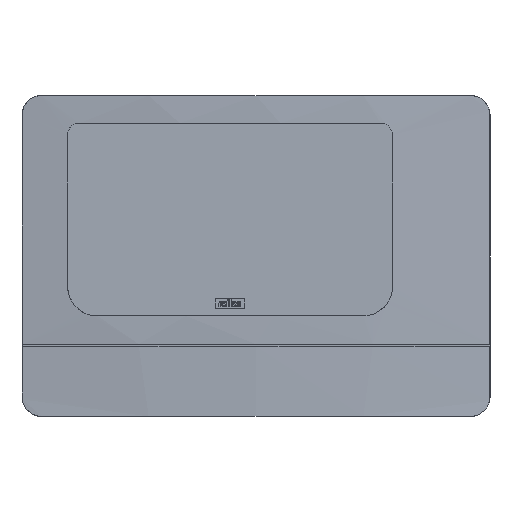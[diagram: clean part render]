
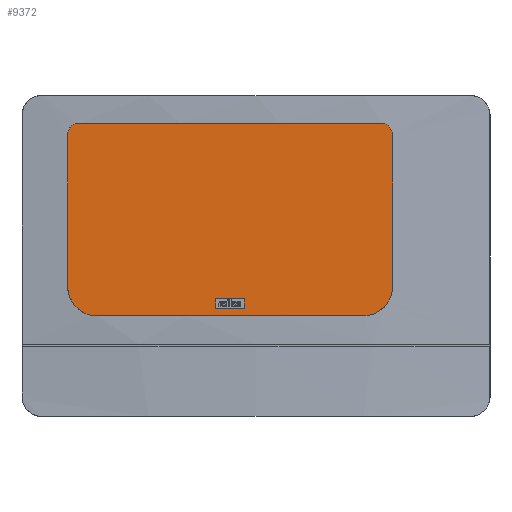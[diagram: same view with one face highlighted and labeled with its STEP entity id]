
A CAD part, front view. The second image highlights one B-rep face of the part: STEP entity #9372.
In plain terms, the highlighted planar face has unit normal (0, -1, 0).
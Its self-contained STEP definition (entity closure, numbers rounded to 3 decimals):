
#794=FACE_OUTER_BOUND($,#1452,.T.);
#1452=EDGE_LOOP($,(#8356,#8357,#8358,#8359,#8360,#8361,#8362,#8363));
#1635=CIRCLE($,#10122,21.5);
#1636=CIRCLE($,#10125,21.5);
#1637=CIRCLE($,#10126,8.5);
#1638=CIRCLE($,#10127,8.5);
#2692=LINE($,#15415,#3756);
#2695=LINE($,#15421,#3759);
#2696=LINE($,#15425,#3760);
#2697=LINE($,#15429,#3761);
#3756=VECTOR($,#12600,110.);
#3759=VECTOR($,#12605,193.);
#3760=VECTOR($,#12608,110.);
#3761=VECTOR($,#12611,219.);
#4620=VERTEX_POINT($,#15408);
#4621=VERTEX_POINT($,#15410);
#4622=VERTEX_POINT($,#15414);
#4624=VERTEX_POINT($,#15420);
#4625=VERTEX_POINT($,#15422);
#4626=VERTEX_POINT($,#15424);
#4627=VERTEX_POINT($,#15426);
#4628=VERTEX_POINT($,#15428);
#5866=EDGE_CURVE($,#4620,#4621,#1635,.T.);
#5868=EDGE_CURVE($,#4621,#4622,#2692,.T.);
#5871=EDGE_CURVE($,#4624,#4620,#2695,.T.);
#5872=EDGE_CURVE($,#4625,#4624,#1636,.T.);
#5873=EDGE_CURVE($,#4626,#4625,#2696,.T.);
#5874=EDGE_CURVE($,#4627,#4626,#1637,.T.);
#5875=EDGE_CURVE($,#4628,#4627,#2697,.T.);
#5876=EDGE_CURVE($,#4622,#4628,#1638,.T.);
#8356=ORIENTED_EDGE($,*,*,#5866,.F.);
#8357=ORIENTED_EDGE($,*,*,#5871,.F.);
#8358=ORIENTED_EDGE($,*,*,#5872,.F.);
#8359=ORIENTED_EDGE($,*,*,#5873,.F.);
#8360=ORIENTED_EDGE($,*,*,#5874,.F.);
#8361=ORIENTED_EDGE($,*,*,#5875,.F.);
#8362=ORIENTED_EDGE($,*,*,#5876,.F.);
#8363=ORIENTED_EDGE($,*,*,#5868,.F.);
#8834=PLANE($,#10124);
#9372=ADVANCED_FACE($,(#794),#8834,.F.);
#10122=AXIS2_PLACEMENT_3D($,#15411,#12595,#12596);
#10124=AXIS2_PLACEMENT_3D($,#15419,#12603,#12604);
#10125=AXIS2_PLACEMENT_3D($,#15423,#12606,#12607);
#10126=AXIS2_PLACEMENT_3D($,#15427,#12609,#12610);
#10127=AXIS2_PLACEMENT_3D($,#15430,#12612,#12613);
#12595=DIRECTION('center_axis',(0.,1.,0.));
#12596=DIRECTION('ref_axis',(-0.707,0.,-0.707));
#12600=DIRECTION($,(0.,0.,1.));
#12603=DIRECTION('center_axis',(0.,1.,0.));
#12604=DIRECTION('ref_axis',(1.,0.,0.));
#12605=DIRECTION($,(-1.,0.,0.));
#12606=DIRECTION('center_axis',(0.,1.,0.));
#12607=DIRECTION('ref_axis',(0.707,0.,-0.707));
#12608=DIRECTION($,(0.,0.,-1.));
#12609=DIRECTION('center_axis',(0.,1.,0.));
#12610=DIRECTION('ref_axis',(0.707,0.,0.707));
#12611=DIRECTION($,(1.,0.,0.));
#12612=DIRECTION('center_axis',(0.,1.,0.));
#12613=DIRECTION('ref_axis',(-0.707,0.,0.707));
#15408=CARTESIAN_POINT('',(-115.331,-77.508,-146.));
#15410=CARTESIAN_POINT('',(-136.831,-77.508,-124.5));
#15411=CARTESIAN_POINT('Origin',(-115.331,-77.508,-124.5));
#15414=CARTESIAN_POINT('',(-136.831,-77.508,-14.5));
#15415=CARTESIAN_POINT($,(-136.831,-77.508,-76.));
#15419=CARTESIAN_POINT('Origin',(-18.831,-77.508,-76.));
#15420=CARTESIAN_POINT('',(77.669,-77.508,-146.));
#15421=CARTESIAN_POINT($,(-18.831,-77.508,-146.));
#15422=CARTESIAN_POINT('',(99.169,-77.508,-124.5));
#15423=CARTESIAN_POINT('Origin',(77.669,-77.508,-124.5));
#15424=CARTESIAN_POINT('',(99.169,-77.508,-14.5));
#15425=CARTESIAN_POINT($,(99.169,-77.508,-76.));
#15426=CARTESIAN_POINT('',(90.669,-77.508,-6.));
#15427=CARTESIAN_POINT('Origin',(90.669,-77.508,-14.5));
#15428=CARTESIAN_POINT('',(-128.331,-77.508,-6.));
#15429=CARTESIAN_POINT($,(-18.831,-77.508,-6.));
#15430=CARTESIAN_POINT('Origin',(-128.331,-77.508,-14.5));
